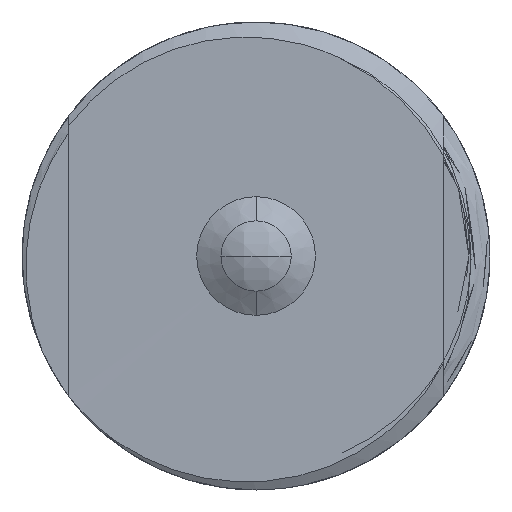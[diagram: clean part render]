
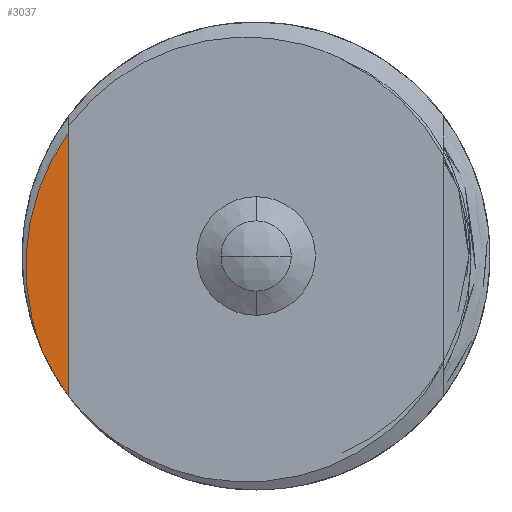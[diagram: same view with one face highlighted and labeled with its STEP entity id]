
A CAD part, left-side view. The second image highlights one B-rep face of the part: STEP entity #3037.
In plain terms, the highlighted planar face has unit normal (-1, 0, 0).
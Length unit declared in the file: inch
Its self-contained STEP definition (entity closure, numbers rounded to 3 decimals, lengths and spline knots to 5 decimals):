
#303 = CARTESIAN_POINT ( 'NONE',  ( 0.04724, 0.18584, -0.06487 ) ) ;
#1036 = LINE ( 'NONE', #8497, #13880 ) ;
#1684 = AXIS2_PLACEMENT_3D ( 'NONE', #2301, #6285, #16628 ) ;
#2301 = CARTESIAN_POINT ( 'NONE',  ( 0.04724, 0., 0. ) ) ;
#2465 = PLANE ( 'NONE',  #1684 ) ;
#2869 = CARTESIAN_POINT ( 'NONE',  ( 0.04724, 0.19354, -0.01725 ) ) ;
#3032 = CARTESIAN_POINT ( 'NONE',  ( 0.04724, 0.17426, 0.07633 ) ) ;
#3037 = ADVANCED_FACE ( 'NONE', ( #14149 ), #2465, .F. ) ;
#3542 = DIRECTION ( 'NONE',  ( 1., 0., 0. ) ) ;
#3776 = EDGE_CURVE ( 'NONE', #10638, #6916, #13732, .T. ) ;
#3879 = AXIS2_PLACEMENT_3D ( 'NONE', #12423, #3542, #13524 ) ;
#4301 = EDGE_CURVE ( 'NONE', #11911, #6916, #13866, .T. ) ;
#5407 = CARTESIAN_POINT ( 'NONE',  ( 0.04724, 0.17988, -0.07995 ) ) ;
#5491 = CARTESIAN_POINT ( 'NONE',  ( 0.04724, 0.15748, 0.10389 ) ) ;
#5502 = CARTESIAN_POINT ( 'NONE',  ( 0.04724, 0.15748, -0.11811 ) ) ;
#6285 = DIRECTION ( 'NONE',  ( 1., 0., 0. ) ) ;
#6916 = VERTEX_POINT ( 'NONE', #7931 ) ;
#7227 = DIRECTION ( 'NONE',  ( 0., 0., -1. ) ) ;
#7931 = CARTESIAN_POINT ( 'NONE',  ( 0.04724, 0.17988, -0.07995 ) ) ;
#8031 = CARTESIAN_POINT ( 'NONE',  ( 0.04724, 0.19299, -0.02523 ) ) ;
#8341 = ORIENTED_EDGE ( 'NONE', *, *, #3776, .T. ) ;
#8497 = CARTESIAN_POINT ( 'NONE',  ( 0.04724, 0.15748, 0. ) ) ;
#8510 = EDGE_LOOP ( 'NONE', ( #8341, #14846, #11578 ) ) ;
#9553 = CARTESIAN_POINT ( 'NONE',  ( 0.04724, 0.19365, -0.0012 ) ) ;
#10289 = EDGE_CURVE ( 'NONE', #10638, #11911, #1036, .T. ) ;
#10638 = VERTEX_POINT ( 'NONE', #12713 ) ;
#10821 = CARTESIAN_POINT ( 'NONE',  ( 0.04724, 0.18647, 0.04644 ) ) ;
#11578 = ORIENTED_EDGE ( 'NONE', *, *, #10289, .F. ) ;
#11911 = VERTEX_POINT ( 'NONE', #5502 ) ;
#11931 = CARTESIAN_POINT ( 'NONE',  ( 0.04724, 0.17769, 0.06895 ) ) ;
#12016 = CARTESIAN_POINT ( 'NONE',  ( 0.04724, 0.18989, -0.04905 ) ) ;
#12423 = CARTESIAN_POINT ( 'NONE',  ( 0.04724, 0., 0. ) ) ;
#12713 = CARTESIAN_POINT ( 'NONE',  ( 0.04724, 0.15748, 0.10389 ) ) ;
#13280 = CARTESIAN_POINT ( 'NONE',  ( 0.04724, 0.16654, 0.0905 ) ) ;
#13524 = DIRECTION ( 'NONE',  ( 0., 0., 1. ) ) ;
#13732 = B_SPLINE_CURVE_WITH_KNOTS ( 'NONE', 3,
 ( #5491, #14645, #13280, #3032, #11931, #10821, #16002, #15752, #9553, #2869, #8031, #12016, #303, #5407 ),
 .UNSPECIFIED., .F., .F.,
 ( 4, 2, 2, 2, 2, 2, 4 ),
 ( 0., 0.00061, 0.00123, 0.00246, 0.00307, 0.00369, 0.00492 ),
 .UNSPECIFIED. ) ;
#13866 = CIRCLE ( 'NONE', #3879, 0.19685 ) ;
#13880 = VECTOR ( 'NONE', #7227, 39.37008 ) ;
#14149 = FACE_OUTER_BOUND ( 'NONE', #8510, .T. ) ;
#14645 = CARTESIAN_POINT ( 'NONE',  ( 0.04724, 0.16223, 0.09732 ) ) ;
#14846 = ORIENTED_EDGE ( 'NONE', *, *, #4301, .F. ) ;
#15752 = CARTESIAN_POINT ( 'NONE',  ( 0.04724, 0.19321, 0.00692 ) ) ;
#16002 = CARTESIAN_POINT ( 'NONE',  ( 0.04724, 0.19035, 0.03093 ) ) ;
#16628 = DIRECTION ( 'NONE',  ( 0., 0., -1. ) ) ;
